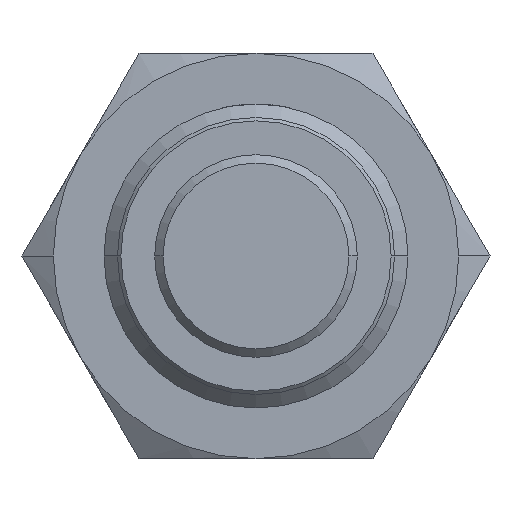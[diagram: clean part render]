
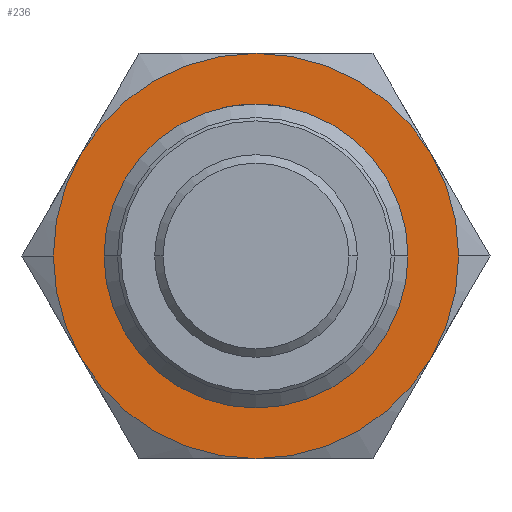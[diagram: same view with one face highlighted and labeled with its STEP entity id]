
A CAD part, front view. The second image highlights one B-rep face of the part: STEP entity #236.
In plain terms, the highlighted planar face has unit normal (0, -1, 0).
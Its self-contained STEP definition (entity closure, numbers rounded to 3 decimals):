
#236=ADVANCED_FACE('',(#411,#412),#413,.T.);
#411=FACE_OUTER_BOUND('',#625,.T.);
#412=FACE_BOUND('',#626,.T.);
#413=PLANE('',#627);
#625=EDGE_LOOP('',(#1165,#1166,#1167,#1168,#1169,#1170,#1171,#1172));
#626=EDGE_LOOP('',(#1173,#1174));
#627=AXIS2_PLACEMENT_3D('',#1175,#1176,#1177);
#1165=ORIENTED_EDGE('',*,*,#1580,.F.);
#1166=ORIENTED_EDGE('',*,*,#1566,.F.);
#1167=ORIENTED_EDGE('',*,*,#1569,.F.);
#1168=ORIENTED_EDGE('',*,*,#1571,.F.);
#1169=ORIENTED_EDGE('',*,*,#1564,.F.);
#1170=ORIENTED_EDGE('',*,*,#1575,.F.);
#1171=ORIENTED_EDGE('',*,*,#1578,.F.);
#1172=ORIENTED_EDGE('',*,*,#1560,.F.);
#1173=ORIENTED_EDGE('',*,*,#1600,.T.);
#1174=ORIENTED_EDGE('',*,*,#1544,.T.);
#1175=CARTESIAN_POINT('',(10.5,-8.0,0.0));
#1176=DIRECTION('',(0.0,-1.0,0.0));
#1177=DIRECTION('',(-1.0,0.0,0.0));
#1544=EDGE_CURVE('',#1826,#1823,#1827,.T.);
#1560=EDGE_CURVE('',#1853,#1856,#1857,.T.);
#1564=EDGE_CURVE('',#1862,#1860,#1864,.T.);
#1566=EDGE_CURVE('',#1866,#1868,#1869,.T.);
#1569=EDGE_CURVE('',#1872,#1866,#1874,.T.);
#1571=EDGE_CURVE('',#1860,#1872,#1876,.T.);
#1575=EDGE_CURVE('',#1880,#1862,#1882,.T.);
#1578=EDGE_CURVE('',#1856,#1880,#1886,.T.);
#1580=EDGE_CURVE('',#1868,#1853,#1888,.T.);
#1600=EDGE_CURVE('',#1823,#1826,#1916,.T.);
#1823=VERTEX_POINT('',#2289);
#1826=VERTEX_POINT('',#2293);
#1827=CIRCLE('',#2294,9.0);
#1853=VERTEX_POINT('',#2349);
#1856=VERTEX_POINT('',#2353);
#1857=CIRCLE('',#2354,12.0);
#1860=VERTEX_POINT('',#2368);
#1862=VERTEX_POINT('',#2371);
#1864=CIRCLE('',#2384,12.0);
#1866=VERTEX_POINT('',#2386);
#1868=VERTEX_POINT('',#2399);
#1869=CIRCLE('',#2400,12.0);
#1872=VERTEX_POINT('',#2414);
#1874=CIRCLE('',#2427,12.0);
#1876=CIRCLE('',#2440,12.0);
#1880=VERTEX_POINT('',#2466);
#1882=CIRCLE('',#2479,12.0);
#1886=CIRCLE('',#2505,12.0);
#1888=CIRCLE('',#2518,12.0);
#1916=CIRCLE('',#2656,9.0);
#2289=CARTESIAN_POINT('',(9.0,-8.0,0.0));
#2293=CARTESIAN_POINT('',(-9.0,-8.0,0.));
#2294=AXIS2_PLACEMENT_3D('',#3247,#3248,#3249);
#2349=CARTESIAN_POINT('',(12.0,-8.0,0.));
#2353=CARTESIAN_POINT('',(10.392,-8.0,-6.0));
#2354=AXIS2_PLACEMENT_3D('',#3273,#3274,#3275);
#2368=CARTESIAN_POINT('',(-12.0,-8.0,0.));
#2371=CARTESIAN_POINT('',(-10.392,-8.0,-6.0));
#2384=AXIS2_PLACEMENT_3D('',#3277,#3278,#3279);
#2386=CARTESIAN_POINT('',(0.,-8.0,12.0));
#2399=CARTESIAN_POINT('',(10.392,-8.0,6.0));
#2400=AXIS2_PLACEMENT_3D('',#3280,#3281,#3282);
#2414=CARTESIAN_POINT('',(-10.392,-8.0,6.0));
#2427=AXIS2_PLACEMENT_3D('',#3283,#3284,#3285);
#2440=AXIS2_PLACEMENT_3D('',#3286,#3287,#3288);
#2466=CARTESIAN_POINT('',(0.0,-8.0,-12.0));
#2479=AXIS2_PLACEMENT_3D('',#3289,#3290,#3291);
#2505=AXIS2_PLACEMENT_3D('',#3292,#3293,#3294);
#2518=AXIS2_PLACEMENT_3D('',#3295,#3296,#3297);
#2656=AXIS2_PLACEMENT_3D('',#3325,#3326,#3327);
#3247=CARTESIAN_POINT('',(0.0,-8.0,0.0));
#3248=DIRECTION('',(0.0,1.0,0.0));
#3249=DIRECTION('',(1.0,0.0,0.0));
#3273=CARTESIAN_POINT('',(0.0,-8.0,0.0));
#3274=DIRECTION('',(0.0,1.0,0.0));
#3275=DIRECTION('',(1.0,0.0,0.0));
#3277=CARTESIAN_POINT('',(0.0,-8.0,0.0));
#3278=DIRECTION('',(0.0,1.0,0.0));
#3279=DIRECTION('',(1.0,0.0,0.0));
#3280=CARTESIAN_POINT('',(0.0,-8.0,0.0));
#3281=DIRECTION('',(0.0,1.0,0.0));
#3282=DIRECTION('',(1.0,0.0,0.0));
#3283=CARTESIAN_POINT('',(0.0,-8.0,0.0));
#3284=DIRECTION('',(0.0,1.0,0.0));
#3285=DIRECTION('',(1.0,0.0,0.0));
#3286=CARTESIAN_POINT('',(0.0,-8.0,0.0));
#3287=DIRECTION('',(0.0,1.0,0.0));
#3288=DIRECTION('',(1.0,0.0,0.0));
#3289=CARTESIAN_POINT('',(0.0,-8.0,0.0));
#3290=DIRECTION('',(0.0,1.0,0.0));
#3291=DIRECTION('',(1.0,0.0,0.0));
#3292=CARTESIAN_POINT('',(0.0,-8.0,0.0));
#3293=DIRECTION('',(0.0,1.0,0.0));
#3294=DIRECTION('',(1.0,0.0,0.0));
#3295=CARTESIAN_POINT('',(0.0,-8.0,0.0));
#3296=DIRECTION('',(0.0,1.0,0.0));
#3297=DIRECTION('',(1.0,0.0,0.0));
#3325=CARTESIAN_POINT('',(0.0,-8.0,0.0));
#3326=DIRECTION('',(0.0,1.0,0.0));
#3327=DIRECTION('',(1.0,0.0,0.0));
